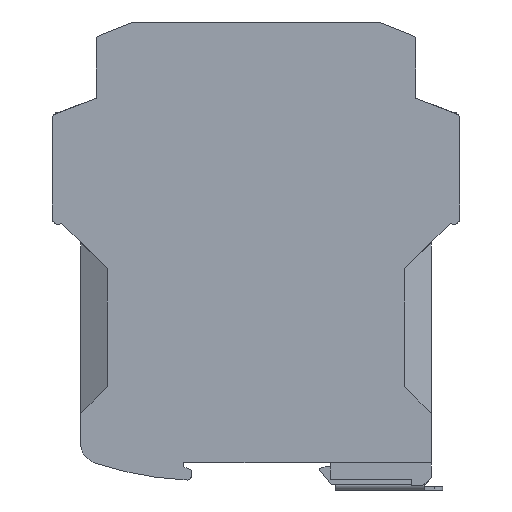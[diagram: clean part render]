
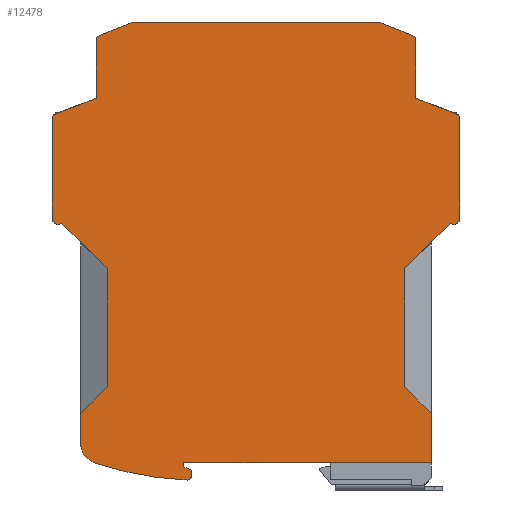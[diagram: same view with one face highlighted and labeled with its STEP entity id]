
A CAD part, left-side view. The second image highlights one B-rep face of the part: STEP entity #12478.
In plain terms, the highlighted planar face has unit normal (-1, 0, 0).
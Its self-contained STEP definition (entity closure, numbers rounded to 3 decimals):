
#108=CIRCLE('',#13063,1.5);
#113=CIRCLE('',#13077,1.5);
#114=CIRCLE('',#13079,1.5);
#115=CIRCLE('',#13082,1.5);
#144=CIRCLE('',#13244,1.5);
#146=CIRCLE('',#13256,1.);
#148=CIRCLE('',#13259,80.);
#150=CIRCLE('',#13262,5.);
#152=CIRCLE('',#13266,1.5);
#1812=ORIENTED_EDGE('',*,*,#3720,.F.);
#1813=ORIENTED_EDGE('',*,*,#4843,.F.);
#1814=ORIENTED_EDGE('',*,*,#4783,.F.);
#1815=ORIENTED_EDGE('',*,*,#4905,.F.);
#1816=ORIENTED_EDGE('',*,*,#4781,.F.);
#1817=ORIENTED_EDGE('',*,*,#4832,.F.);
#1818=ORIENTED_EDGE('',*,*,#4828,.F.);
#1819=ORIENTED_EDGE('',*,*,#4305,.F.);
#1820=ORIENTED_EDGE('',*,*,#4286,.F.);
#1821=ORIENTED_EDGE('',*,*,#4274,.F.);
#1822=ORIENTED_EDGE('',*,*,#4272,.F.);
#1823=ORIENTED_EDGE('',*,*,#4818,.F.);
#1824=ORIENTED_EDGE('',*,*,#4810,.F.);
#1825=ORIENTED_EDGE('',*,*,#4900,.F.);
#1826=ORIENTED_EDGE('',*,*,#4311,.F.);
#1827=ORIENTED_EDGE('',*,*,#4309,.F.);
#1828=ORIENTED_EDGE('',*,*,#4298,.F.);
#1829=ORIENTED_EDGE('',*,*,#4308,.F.);
#1830=ORIENTED_EDGE('',*,*,#4890,.F.);
#1831=ORIENTED_EDGE('',*,*,#4883,.F.);
#1832=ORIENTED_EDGE('',*,*,#4797,.F.);
#1833=ORIENTED_EDGE('',*,*,#4906,.F.);
#1834=ORIENTED_EDGE('',*,*,#4793,.F.);
#1835=ORIENTED_EDGE('',*,*,#4882,.F.);
#1836=ORIENTED_EDGE('',*,*,#4876,.F.);
#1837=ORIENTED_EDGE('',*,*,#4873,.F.);
#1838=ORIENTED_EDGE('',*,*,#4870,.F.);
#1839=ORIENTED_EDGE('',*,*,#4867,.F.);
#1840=ORIENTED_EDGE('',*,*,#4864,.F.);
#1841=ORIENTED_EDGE('',*,*,#4861,.F.);
#3720=EDGE_CURVE('',#5463,#5464,#6643,.T.);
#4272=EDGE_CURVE('',#5897,#5898,#108,.T.);
#4274=EDGE_CURVE('',#5898,#5899,#7164,.T.);
#4286=EDGE_CURVE('',#5899,#5900,#7176,.T.);
#4298=EDGE_CURVE('',#5906,#5907,#7186,.T.);
#4305=EDGE_CURVE('',#5900,#5909,#113,.T.);
#4308=EDGE_CURVE('',#5910,#5906,#114,.T.);
#4309=EDGE_CURVE('',#5907,#5911,#7193,.T.);
#4311=EDGE_CURVE('',#5911,#5912,#115,.T.);
#4781=EDGE_CURVE('',#6270,#6266,#7644,.T.);
#4783=EDGE_CURVE('',#6271,#6273,#7646,.T.);
#4793=EDGE_CURVE('',#6282,#6281,#7656,.T.);
#4797=EDGE_CURVE('',#6286,#6287,#7660,.T.);
#4810=EDGE_CURVE('',#6299,#6300,#7667,.T.);
#4818=EDGE_CURVE('',#6300,#5897,#7675,.T.);
#4828=EDGE_CURVE('',#5909,#6308,#7683,.T.);
#4832=EDGE_CURVE('',#6308,#6270,#144,.T.);
#4843=EDGE_CURVE('',#6273,#5463,#7696,.T.);
#4861=EDGE_CURVE('',#5464,#6323,#7714,.T.);
#4864=EDGE_CURVE('',#6323,#6325,#7717,.T.);
#4867=EDGE_CURVE('',#6325,#6327,#7720,.T.);
#4870=EDGE_CURVE('',#6327,#6329,#146,.T.);
#4873=EDGE_CURVE('',#6329,#6331,#148,.T.);
#4876=EDGE_CURVE('',#6331,#6333,#150,.T.);
#4882=EDGE_CURVE('',#6333,#6282,#7729,.T.);
#4883=EDGE_CURVE('',#6287,#6335,#152,.T.);
#4890=EDGE_CURVE('',#6335,#5910,#7735,.T.);
#4900=EDGE_CURVE('',#5912,#6299,#7743,.T.);
#4905=EDGE_CURVE('',#6266,#6271,#7748,.T.);
#4906=EDGE_CURVE('',#6281,#6286,#7749,.T.);
#5463=VERTEX_POINT('',#17076);
#5464=VERTEX_POINT('',#17078);
#5897=VERTEX_POINT('',#18197);
#5898=VERTEX_POINT('',#18199);
#5899=VERTEX_POINT('',#18203);
#5900=VERTEX_POINT('',#18218);
#5906=VERTEX_POINT('',#18238);
#5907=VERTEX_POINT('',#18240);
#5909=VERTEX_POINT('',#18252);
#5910=VERTEX_POINT('',#18256);
#5911=VERTEX_POINT('',#18260);
#5912=VERTEX_POINT('',#18264);
#6266=VERTEX_POINT('',#19203);
#6270=VERTEX_POINT('',#19211);
#6271=VERTEX_POINT('',#19215);
#6273=VERTEX_POINT('',#19218);
#6281=VERTEX_POINT('',#19237);
#6282=VERTEX_POINT('',#19239);
#6286=VERTEX_POINT('',#19248);
#6287=VERTEX_POINT('',#19250);
#6299=VERTEX_POINT('',#19276);
#6300=VERTEX_POINT('',#19277);
#6308=VERTEX_POINT('',#19309);
#6323=VERTEX_POINT('',#19365);
#6325=VERTEX_POINT('',#19371);
#6327=VERTEX_POINT('',#19377);
#6329=VERTEX_POINT('',#19383);
#6331=VERTEX_POINT('',#19389);
#6333=VERTEX_POINT('',#19395);
#6335=VERTEX_POINT('',#19406);
#6643=LINE('',#17077,#8250);
#7164=LINE('',#18202,#8771);
#7176=LINE('',#18217,#8783);
#7186=LINE('',#18239,#8793);
#7193=LINE('',#18259,#8800);
#7644=LINE('',#19212,#9251);
#7646=LINE('',#19217,#9253);
#7656=LINE('',#19240,#9263);
#7660=LINE('',#19249,#9267);
#7667=LINE('',#19275,#9274);
#7675=LINE('',#19289,#9282);
#7683=LINE('',#19308,#9290);
#7696=LINE('',#19332,#9303);
#7714=LINE('',#19364,#9321);
#7717=LINE('',#19370,#9324);
#7720=LINE('',#19376,#9327);
#7729=LINE('',#19403,#9336);
#7735=LINE('',#19416,#9342);
#7743=LINE('',#19435,#9350);
#7748=LINE('',#19442,#9355);
#7749=LINE('',#19443,#9356);
#8250=VECTOR('',#13764,1000.);
#8771=VECTOR('',#14623,1000.);
#8783=VECTOR('',#14639,1000.);
#8793=VECTOR('',#14659,1000.);
#8800=VECTOR('',#14684,1000.);
#9251=VECTOR('',#15419,1000.);
#9253=VECTOR('',#15423,1000.);
#9263=VECTOR('',#15439,1000.);
#9267=VECTOR('',#15445,1000.);
#9274=VECTOR('',#15466,1000.);
#9282=VECTOR('',#15476,1000.);
#9290=VECTOR('',#15498,1000.);
#9303=VECTOR('',#15519,1000.);
#9321=VECTOR('',#15549,1000.);
#9324=VECTOR('',#15554,1000.);
#9327=VECTOR('',#15559,1000.);
#9336=VECTOR('',#15588,1000.);
#9342=VECTOR('',#15602,1000.);
#9350=VECTOR('',#15624,1000.);
#9355=VECTOR('',#15633,1000.);
#9356=VECTOR('',#15634,1000.);
#10186=EDGE_LOOP('',(#1812,#1813,#1814,#1815,#1816,#1817,#1818,#1819,#1820,
#1821,#1822,#1823,#1824,#1825,#1826,#1827,#1828,#1829,#1830,#1831,#1832,
#1833,#1834,#1835,#1836,#1837,#1838,#1839,#1840,#1841));
#11035=FACE_BOUND('',#10186,.T.);
#11815=PLANE('',#13277);
#12478=ADVANCED_FACE('',(#11035),#11815,.F.);
#13063=AXIS2_PLACEMENT_3D('',#18198,#14618,#14619);
#13077=AXIS2_PLACEMENT_3D('',#18251,#14674,#14675);
#13079=AXIS2_PLACEMENT_3D('',#18257,#14680,#14681);
#13082=AXIS2_PLACEMENT_3D('',#18263,#14688,#14689);
#13244=AXIS2_PLACEMENT_3D('',#19315,#15504,#15505);
#13256=AXIS2_PLACEMENT_3D('',#19382,#15564,#15565);
#13259=AXIS2_PLACEMENT_3D('',#19388,#15571,#15572);
#13262=AXIS2_PLACEMENT_3D('',#19394,#15578,#15579);
#13266=AXIS2_PLACEMENT_3D('',#19405,#15591,#15592);
#13277=AXIS2_PLACEMENT_3D('',#19441,#15631,#15632);
#13764=DIRECTION('',(0.,1.,0.));
#14618=DIRECTION('',(1.,0.,0.));
#14619=DIRECTION('',(0.,0.,-1.));
#14623=DIRECTION('',(0.,0.,-1.));
#14639=DIRECTION('',(0.,-0.934,-0.358));
#14659=DIRECTION('',(0.,-0.934,0.358));
#14674=DIRECTION('',(1.,0.,0.));
#14675=DIRECTION('',(0.,0.,-1.));
#14680=DIRECTION('',(1.,0.,0.));
#14681=DIRECTION('',(0.,0.,-1.));
#14684=DIRECTION('',(0.,0.,1.));
#14688=DIRECTION('',(1.,0.,0.));
#14689=DIRECTION('',(0.,0.,-1.));
#15419=DIRECTION('',(0.,0.707,-0.707));
#15423=DIRECTION('',(0.,-0.707,-0.707));
#15439=DIRECTION('',(0.,-0.707,0.707));
#15445=DIRECTION('',(0.,0.707,0.707));
#15466=DIRECTION('',(0.,-1.,0.));
#15476=DIRECTION('',(0.,-0.934,-0.358));
#15498=DIRECTION('',(0.,0.,-1.));
#15504=DIRECTION('',(1.,0.,0.));
#15505=DIRECTION('',(0.,0.,-1.));
#15519=DIRECTION('',(0.,0.,-1.));
#15549=DIRECTION('',(0.,0.,-1.));
#15554=DIRECTION('',(0.,-0.906,-0.423));
#15559=DIRECTION('',(0.,0.,-1.));
#15564=DIRECTION('',(1.,0.,0.));
#15565=DIRECTION('',(0.,0.,-1.));
#15571=DIRECTION('',(1.,0.,0.));
#15572=DIRECTION('',(0.,0.,-1.));
#15578=DIRECTION('',(1.,0.,0.));
#15579=DIRECTION('',(0.,0.,-1.));
#15588=DIRECTION('',(0.,0.,1.));
#15591=DIRECTION('',(1.,0.,0.));
#15592=DIRECTION('',(0.,0.,-1.));
#15602=DIRECTION('',(0.,0.,1.));
#15624=DIRECTION('',(0.,-0.934,0.358));
#15631=DIRECTION('',(1.,0.,0.));
#15632=DIRECTION('',(0.,0.,-1.));
#15633=DIRECTION('',(0.,0.,-1.));
#15634=DIRECTION('',(0.,0.,1.));
#17076=CARTESIAN_POINT('',(0.,6.95,6.6));
#17077=CARTESIAN_POINT('',(0.,31.5,6.6));
#17078=CARTESIAN_POINT('',(0.,67.,6.6));
#18197=CARTESIAN_POINT('',(0.,11.662,110.438));
#18198=CARTESIAN_POINT('',(0.,12.2,109.038));
#18199=CARTESIAN_POINT('',(0.,10.7,109.038));
#18202=CARTESIAN_POINT('',(0.,10.7,109.038));
#18203=CARTESIAN_POINT('',(0.,10.7,95.1));
#18217=CARTESIAN_POINT('',(0.,10.7,95.1));
#18218=CARTESIAN_POINT('',(0.,0.963,91.369));
#18238=CARTESIAN_POINT('',(0.,98.037,91.369));
#18239=CARTESIAN_POINT('',(0.,98.037,91.369));
#18240=CARTESIAN_POINT('',(0.,88.3,95.1));
#18251=CARTESIAN_POINT('',(0.,1.5,89.968));
#18252=CARTESIAN_POINT('',(0.,0.,89.968));
#18256=CARTESIAN_POINT('',(0.,99.,89.968));
#18257=CARTESIAN_POINT('',(0.,97.5,89.968));
#18259=CARTESIAN_POINT('',(0.,88.3,95.1));
#18260=CARTESIAN_POINT('',(0.,88.3,109.038));
#18263=CARTESIAN_POINT('',(0.,86.8,109.038));
#18264=CARTESIAN_POINT('',(0.,87.338,110.438));
#19203=CARTESIAN_POINT('',(0.,13.45,53.7));
#19211=CARTESIAN_POINT('',(0.,2.371,64.779));
#19212=CARTESIAN_POINT('',(0.,2.371,64.779));
#19215=CARTESIAN_POINT('',(0.,13.45,25.1));
#19217=CARTESIAN_POINT('',(0.,13.45,25.1));
#19218=CARTESIAN_POINT('',(0.,6.95,18.6));
#19237=CARTESIAN_POINT('',(0.,85.55,25.1));
#19239=CARTESIAN_POINT('',(0.,92.05,18.6));
#19240=CARTESIAN_POINT('',(0.,92.05,18.6));
#19248=CARTESIAN_POINT('',(0.,85.55,53.7));
#19249=CARTESIAN_POINT('',(0.,85.55,53.7));
#19250=CARTESIAN_POINT('',(0.,96.629,64.779));
#19275=CARTESIAN_POINT('',(0.,79.1,113.6));
#19276=CARTESIAN_POINT('',(0.,79.1,113.6));
#19277=CARTESIAN_POINT('',(0.,19.9,113.6));
#19289=CARTESIAN_POINT('',(0.,19.9,113.6));
#19308=CARTESIAN_POINT('',(0.,0.,89.968));
#19309=CARTESIAN_POINT('',(0.,0.,66.));
#19315=CARTESIAN_POINT('',(0.,1.5,66.));
#19332=CARTESIAN_POINT('',(0.,6.95,18.6));
#19364=CARTESIAN_POINT('',(0.,67.,6.6));
#19365=CARTESIAN_POINT('',(0.,67.,5.6));
#19370=CARTESIAN_POINT('',(0.,67.,5.6));
#19371=CARTESIAN_POINT('',(0.,65.2,4.761));
#19376=CARTESIAN_POINT('',(0.,65.2,4.761));
#19377=CARTESIAN_POINT('',(0.,65.2,3.415));
#19382=CARTESIAN_POINT('',(0.,66.2,3.415));
#19383=CARTESIAN_POINT('',(0.,66.241,2.416));
#19388=CARTESIAN_POINT('',(0.,63.,82.35));
#19389=CARTESIAN_POINT('',(0.,88.653,6.575));
#19394=CARTESIAN_POINT('',(0.,87.05,11.311));
#19395=CARTESIAN_POINT('',(0.,92.05,11.311));
#19403=CARTESIAN_POINT('',(0.,92.05,11.311));
#19405=CARTESIAN_POINT('',(0.,97.5,66.));
#19406=CARTESIAN_POINT('',(0.,99.,66.));
#19416=CARTESIAN_POINT('',(0.,99.,66.));
#19435=CARTESIAN_POINT('',(0.,87.338,110.438));
#19441=CARTESIAN_POINT('',(0.,12.2,109.038));
#19442=CARTESIAN_POINT('',(0.,13.45,53.7));
#19443=CARTESIAN_POINT('',(0.,85.55,25.1));
